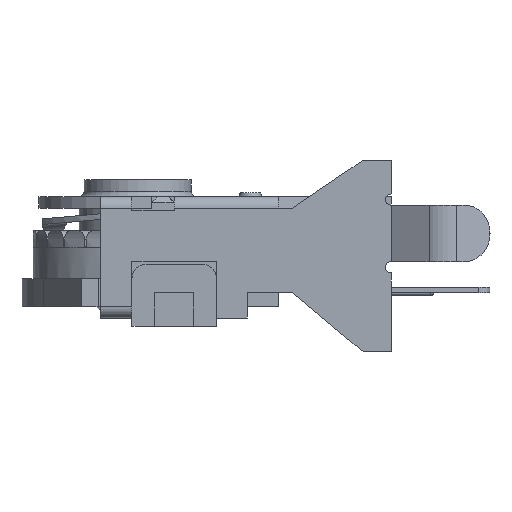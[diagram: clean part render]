
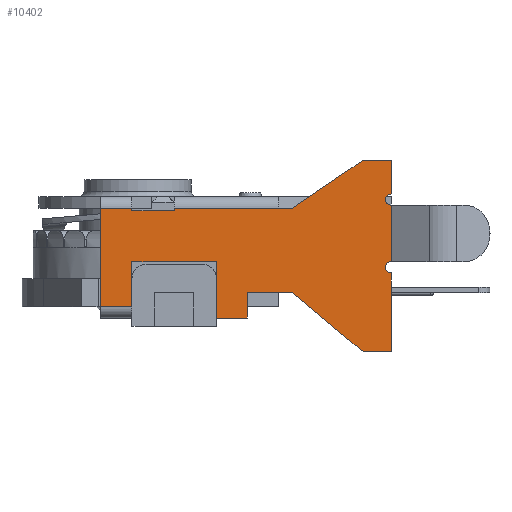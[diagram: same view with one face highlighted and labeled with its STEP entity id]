
A CAD part, front view. The second image highlights one B-rep face of the part: STEP entity #10402.
In plain terms, the highlighted face is planar.
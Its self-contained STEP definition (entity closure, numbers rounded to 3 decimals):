
#654=CIRCLE('',#11245,0.2);
#656=CIRCLE('',#11248,0.2);
#1086=FACE_OUTER_BOUND('',#1641,.T.);
#1641=EDGE_LOOP('',(#8688,#8689,#8690,#8691,#8692,#8693,#8694,#8695,#8696,
#8697,#8698,#8699,#8700,#8701,#8702,#8703,#8704,#8705,#8706,#8707,#8708,
#8709,#8710));
#2451=LINE('',#18065,#3535);
#2487=LINE('',#18152,#3571);
#2490=LINE('',#18157,#3574);
#2491=LINE('',#18161,#3575);
#2494=LINE('',#18167,#3578);
#2497=LINE('',#18171,#3581);
#2498=LINE('',#18173,#3582);
#2499=LINE('',#18175,#3583);
#2500=LINE('',#18177,#3584);
#2501=LINE('',#18179,#3585);
#2502=LINE('',#18181,#3586);
#2503=LINE('',#18183,#3587);
#2504=LINE('',#18185,#3588);
#2505=LINE('',#18187,#3589);
#2506=LINE('',#18189,#3590);
#2507=LINE('',#18191,#3591);
#2508=LINE('',#18193,#3592);
#2509=LINE('',#18195,#3593);
#2510=LINE('',#18197,#3594);
#2511=LINE('',#18198,#3595);
#2512=LINE('',#18199,#3596);
#3535=VECTOR('',#13151,10.);
#3571=VECTOR('',#13223,10.);
#3574=VECTOR('',#13228,10.);
#3575=VECTOR('',#13231,10.);
#3578=VECTOR('',#13236,10.);
#3581=VECTOR('',#13241,10.);
#3582=VECTOR('',#13242,10.);
#3583=VECTOR('',#13243,10.);
#3584=VECTOR('',#13244,10.);
#3585=VECTOR('',#13245,10.);
#3586=VECTOR('',#13246,10.);
#3587=VECTOR('',#13247,10.);
#3588=VECTOR('',#13248,10.);
#3589=VECTOR('',#13249,10.);
#3590=VECTOR('',#13250,10.);
#3591=VECTOR('',#13251,10.);
#3592=VECTOR('',#13252,10.);
#3593=VECTOR('',#13253,10.);
#3594=VECTOR('',#13254,10.);
#3595=VECTOR('',#13255,10.);
#3596=VECTOR('',#13256,10.);
#4706=VERTEX_POINT('',#18062);
#4707=VERTEX_POINT('',#18064);
#4717=VERTEX_POINT('',#18099);
#4719=VERTEX_POINT('',#18105);
#4740=VERTEX_POINT('',#18151);
#4741=VERTEX_POINT('',#18155);
#4742=VERTEX_POINT('',#18159);
#4743=VERTEX_POINT('',#18160);
#4744=VERTEX_POINT('',#18165);
#4745=VERTEX_POINT('',#18166);
#4746=VERTEX_POINT('',#18172);
#4747=VERTEX_POINT('',#18174);
#4748=VERTEX_POINT('',#18176);
#4749=VERTEX_POINT('',#18178);
#4750=VERTEX_POINT('',#18180);
#4751=VERTEX_POINT('',#18182);
#4752=VERTEX_POINT('',#18184);
#4753=VERTEX_POINT('',#18186);
#4754=VERTEX_POINT('',#18188);
#4755=VERTEX_POINT('',#18190);
#4756=VERTEX_POINT('',#18192);
#4757=VERTEX_POINT('',#18194);
#4758=VERTEX_POINT('',#18196);
#6070=EDGE_CURVE('',#4706,#4707,#2451,.T.);
#6088=EDGE_CURVE('',#4717,#4707,#654,.T.);
#6092=EDGE_CURVE('',#4706,#4719,#656,.T.);
#6114=EDGE_CURVE('',#4717,#4740,#2487,.T.);
#6117=EDGE_CURVE('',#4741,#4719,#2490,.T.);
#6118=EDGE_CURVE('',#4742,#4743,#2491,.T.);
#6121=EDGE_CURVE('',#4744,#4745,#2494,.T.);
#6124=EDGE_CURVE('',#4744,#4741,#2497,.T.);
#6125=EDGE_CURVE('',#4745,#4746,#2498,.T.);
#6126=EDGE_CURVE('',#4747,#4746,#2499,.T.);
#6127=EDGE_CURVE('',#4747,#4748,#2500,.T.);
#6128=EDGE_CURVE('',#4748,#4749,#2501,.T.);
#6129=EDGE_CURVE('',#4749,#4750,#2502,.T.);
#6130=EDGE_CURVE('',#4751,#4750,#2503,.T.);
#6131=EDGE_CURVE('',#4751,#4752,#2504,.T.);
#6132=EDGE_CURVE('',#4753,#4752,#2505,.T.);
#6133=EDGE_CURVE('',#4754,#4753,#2506,.T.);
#6134=EDGE_CURVE('',#4755,#4754,#2507,.T.);
#6135=EDGE_CURVE('',#4755,#4756,#2508,.T.);
#6136=EDGE_CURVE('',#4757,#4756,#2509,.T.);
#6137=EDGE_CURVE('',#4758,#4757,#2510,.T.);
#6138=EDGE_CURVE('',#4742,#4758,#2511,.T.);
#6139=EDGE_CURVE('',#4743,#4740,#2512,.T.);
#8688=ORIENTED_EDGE('',*,*,#6088,.T.);
#8689=ORIENTED_EDGE('',*,*,#6070,.F.);
#8690=ORIENTED_EDGE('',*,*,#6092,.T.);
#8691=ORIENTED_EDGE('',*,*,#6117,.F.);
#8692=ORIENTED_EDGE('',*,*,#6124,.F.);
#8693=ORIENTED_EDGE('',*,*,#6121,.T.);
#8694=ORIENTED_EDGE('',*,*,#6125,.T.);
#8695=ORIENTED_EDGE('',*,*,#6126,.F.);
#8696=ORIENTED_EDGE('',*,*,#6127,.T.);
#8697=ORIENTED_EDGE('',*,*,#6128,.T.);
#8698=ORIENTED_EDGE('',*,*,#6129,.T.);
#8699=ORIENTED_EDGE('',*,*,#6130,.F.);
#8700=ORIENTED_EDGE('',*,*,#6131,.T.);
#8701=ORIENTED_EDGE('',*,*,#6132,.F.);
#8702=ORIENTED_EDGE('',*,*,#6133,.F.);
#8703=ORIENTED_EDGE('',*,*,#6134,.F.);
#8704=ORIENTED_EDGE('',*,*,#6135,.T.);
#8705=ORIENTED_EDGE('',*,*,#6136,.F.);
#8706=ORIENTED_EDGE('',*,*,#6137,.F.);
#8707=ORIENTED_EDGE('',*,*,#6138,.F.);
#8708=ORIENTED_EDGE('',*,*,#6118,.T.);
#8709=ORIENTED_EDGE('',*,*,#6139,.T.);
#8710=ORIENTED_EDGE('',*,*,#6114,.F.);
#9891=PLANE('',#11255);
#10402=ADVANCED_FACE('',(#1086),#9891,.T.);
#11245=AXIS2_PLACEMENT_3D('',#18100,#13187,#13188);
#11248=AXIS2_PLACEMENT_3D('',#18108,#13195,#13196);
#11255=AXIS2_PLACEMENT_3D('',#18170,#13239,#13240);
#13151=DIRECTION('',(0.,-1.,0.));
#13187=DIRECTION('center_axis',(0.,0.,-1.));
#13188=DIRECTION('ref_axis',(1.,0.,0.));
#13195=DIRECTION('center_axis',(0.,0.,-1.));
#13196=DIRECTION('ref_axis',(1.,0.,0.));
#13223=DIRECTION('',(0.,-1.,0.));
#13228=DIRECTION('',(0.,-1.,0.));
#13231=DIRECTION('',(0.766,-0.643,0.));
#13236=DIRECTION('',(-0.827,-0.562,0.));
#13239=DIRECTION('center_axis',(0.,0.,1.));
#13240=DIRECTION('ref_axis',(1.,0.,0.));
#13241=DIRECTION('',(1.,0.,0.));
#13242=DIRECTION('',(-1.,0.,0.));
#13243=DIRECTION('',(1.,0.,0.));
#13244=DIRECTION('',(0.,-1.,0.));
#13245=DIRECTION('',(-1.,0.,0.));
#13246=DIRECTION('',(0.,1.,0.));
#13247=DIRECTION('',(1.,0.,0.));
#13248=DIRECTION('',(0.,-1.,0.));
#13249=DIRECTION('',(-1.,0.,0.));
#13250=DIRECTION('',(0.,-1.,0.));
#13251=DIRECTION('',(-1.,0.,0.));
#13252=DIRECTION('',(0.,-1.,0.));
#13253=DIRECTION('',(-1.,0.,0.));
#13254=DIRECTION('',(0.,-1.,0.));
#13255=DIRECTION('',(-1.,0.,0.));
#13256=DIRECTION('',(1.,0.,0.));
#18062=CARTESIAN_POINT('',(9.,0.1,4.85));
#18064=CARTESIAN_POINT('',(9.,-1.9,4.85));
#18065=CARTESIAN_POINT('',(9.,-5.1,4.85));
#18099=CARTESIAN_POINT('',(9.,-2.3,4.85));
#18100=CARTESIAN_POINT('Origin',(9.,-2.1,4.85));
#18105=CARTESIAN_POINT('',(9.,0.5,4.85));
#18108=CARTESIAN_POINT('Origin',(9.,0.3,4.85));
#18151=CARTESIAN_POINT('',(9.,-5.1,4.85));
#18152=CARTESIAN_POINT('',(9.,-5.1,4.85));
#18155=CARTESIAN_POINT('',(9.,1.7,4.85));
#18157=CARTESIAN_POINT('',(9.,-5.1,4.85));
#18159=CARTESIAN_POINT('',(5.5,-3.,4.85));
#18160=CARTESIAN_POINT('',(8.,-5.1,4.85));
#18161=CARTESIAN_POINT('',(2.768,-0.705,4.85));
#18165=CARTESIAN_POINT('',(8.,1.7,4.85));
#18166=CARTESIAN_POINT('',(5.5,0.,4.85));
#18167=CARTESIAN_POINT('',(4.425,-0.731,4.85));
#18170=CARTESIAN_POINT('Origin',(-1.3,0.,4.85));
#18171=CARTESIAN_POINT('',(5.5,1.7,4.85));
#18172=CARTESIAN_POINT('',(5.,0.,4.85));
#18173=CARTESIAN_POINT('',(1.975,0.,4.85));
#18174=CARTESIAN_POINT('',(1.3,0.,4.85));
#18175=CARTESIAN_POINT('',(0.277,0.,4.85));
#18176=CARTESIAN_POINT('',(1.3,-0.1,4.85));
#18177=CARTESIAN_POINT('',(1.3,0.2,4.85));
#18178=CARTESIAN_POINT('',(-0.2,-0.1,4.85));
#18179=CARTESIAN_POINT('',(-0.336,-0.1,4.85));
#18180=CARTESIAN_POINT('',(-0.2,0.,4.85));
#18181=CARTESIAN_POINT('',(-0.2,0.2,4.85));
#18182=CARTESIAN_POINT('',(-1.3,0.,4.85));
#18183=CARTESIAN_POINT('',(0.277,0.,4.85));
#18184=CARTESIAN_POINT('',(-1.3,-3.5,4.85));
#18185=CARTESIAN_POINT('',(-1.3,0.,4.85));
#18186=CARTESIAN_POINT('',(-0.2,-3.5,4.85));
#18187=CARTESIAN_POINT('',(-1.025,-3.5,4.85));
#18188=CARTESIAN_POINT('',(-0.2,-1.9,4.85));
#18189=CARTESIAN_POINT('',(-0.2,-1.9,4.85));
#18190=CARTESIAN_POINT('',(2.8,-1.9,4.85));
#18191=CARTESIAN_POINT('',(-1.3,-1.9,4.85));
#18192=CARTESIAN_POINT('',(2.8,-3.9,4.85));
#18193=CARTESIAN_POINT('',(2.8,-1.9,4.85));
#18194=CARTESIAN_POINT('',(3.9,-3.9,4.85));
#18195=CARTESIAN_POINT('',(3.9,-3.9,4.85));
#18196=CARTESIAN_POINT('',(3.9,-3.,4.85));
#18197=CARTESIAN_POINT('',(3.9,-3.,4.85));
#18198=CARTESIAN_POINT('',(5.5,-3.,4.85));
#18199=CARTESIAN_POINT('',(5.5,-5.1,4.85));
